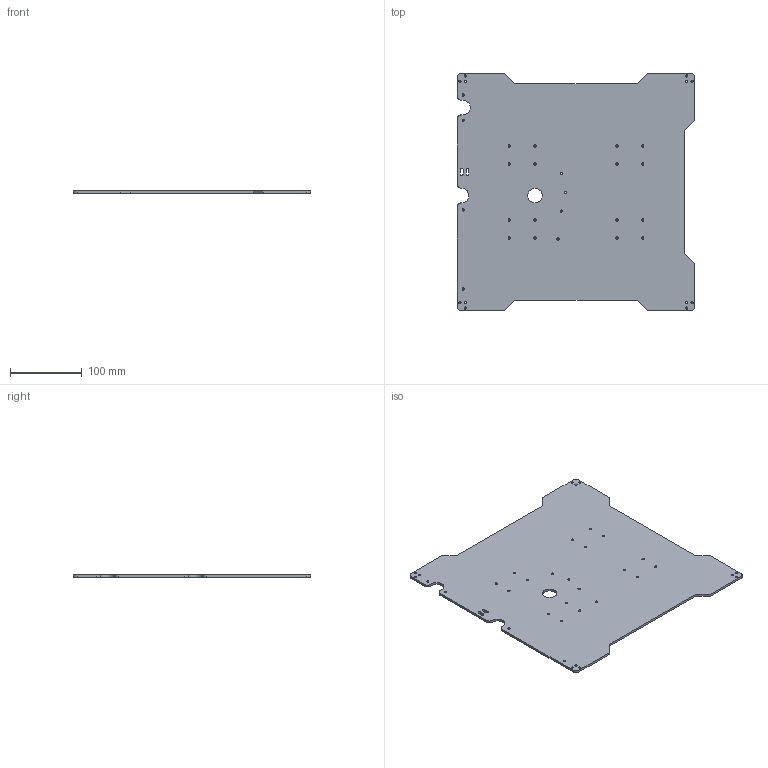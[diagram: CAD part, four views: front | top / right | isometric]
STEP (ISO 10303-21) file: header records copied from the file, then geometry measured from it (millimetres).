
FILE_DESCRIPTION(('FreeCAD Model'),'2;1');
FILE_NAME('bed_plate_v4.5_PP-MP0108.step', '2015-09-21T10:17:41',('Author'),(''), 'Open CASCADE STEP processor 6.7','FreeCAD','Unknown');
FILE_SCHEMA(('AUTOMOTIVE_DESIGN_CC2 { 1 2 10303 214 -1 1 5 4 }'));
Length unit declared in the file: millimetre
Products named in the file (2): ASSEMBLY; Fillet002
Assembly tree (1 placements, depth 2):
  ASSEMBLY
    Fillet002
Bounding box: 330 x 330 x 3.17 mm (x, y, z)
Volume: 317132.2 mm3; surface area: 205603.9 mm2
Topology: 1 solids, 1 shells, 79 faces, 231 edges, 154 vertices
Faces by surface type: cylinder 51, plane 28
Full cylindrical faces by diameter (mm): 3 x36, 20 x1
Entity records: 6119 total; most frequent: CARTESIAN_POINT 1538, DIRECTION 827, ORIENTED_EDGE 462, PCURVE 462, DEFINITIONAL_REPRESENTATION 462, LINE 455, VECTOR 455, EDGE_CURVE 231
